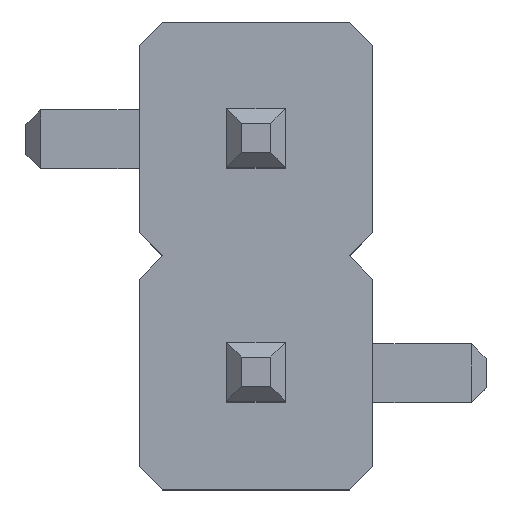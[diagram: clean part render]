
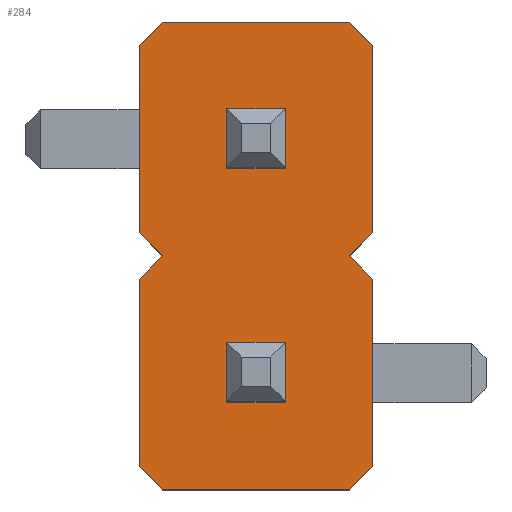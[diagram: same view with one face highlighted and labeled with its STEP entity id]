
A CAD part, top view. The second image highlights one B-rep face of the part: STEP entity #284.
In plain terms, the highlighted planar face has unit normal (0, 0, 1).
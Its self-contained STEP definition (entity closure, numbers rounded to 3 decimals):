
#24 = VERTEX_POINT('',#25);
#25 = CARTESIAN_POINT('',(-1.016,2.54,3.3));
#31 = EDGE_CURVE('',#24,#32,#34,.T.);
#32 = VERTEX_POINT('',#33);
#33 = CARTESIAN_POINT('',(-1.27,2.286,3.3));
#34 = LINE('',#35,#36);
#35 = CARTESIAN_POINT('',(-1.016,2.54,3.3));
#36 = VECTOR('',#37,1.);
#37 = DIRECTION('',(-0.707,-0.707,0.));
#64 = VERTEX_POINT('',#65);
#65 = CARTESIAN_POINT('',(1.016,2.54,3.3));
#71 = EDGE_CURVE('',#64,#24,#72,.T.);
#72 = LINE('',#73,#74);
#73 = CARTESIAN_POINT('',(1.016,2.54,3.3));
#74 = VECTOR('',#75,1.);
#75 = DIRECTION('',(-1.,0.,0.));
#93 = EDGE_CURVE('',#32,#94,#96,.T.);
#94 = VERTEX_POINT('',#95);
#95 = CARTESIAN_POINT('',(-1.27,0.254,3.3));
#96 = LINE('',#97,#98);
#97 = CARTESIAN_POINT('',(-1.27,2.286,3.3));
#98 = VECTOR('',#99,1.);
#99 = DIRECTION('',(0.,-1.,0.));
#284 = ADVANCED_FACE('',(#285,#376,#410),#444,.F.);
#285 = FACE_BOUND('',#286,.F.);
#286 = EDGE_LOOP('',(#287,#288,#289,#297,#305,#313,#321,#329,#337,#345,
#353,#361,#369,#375));
#287 = ORIENTED_EDGE('',*,*,#31,.F.);
#288 = ORIENTED_EDGE('',*,*,#71,.F.);
#289 = ORIENTED_EDGE('',*,*,#290,.F.);
#290 = EDGE_CURVE('',#291,#64,#293,.T.);
#291 = VERTEX_POINT('',#292);
#292 = CARTESIAN_POINT('',(1.27,2.286,3.3));
#293 = LINE('',#294,#295);
#294 = CARTESIAN_POINT('',(1.27,2.286,3.3));
#295 = VECTOR('',#296,1.);
#296 = DIRECTION('',(-0.707,0.707,0.));
#297 = ORIENTED_EDGE('',*,*,#298,.F.);
#298 = EDGE_CURVE('',#299,#291,#301,.T.);
#299 = VERTEX_POINT('',#300);
#300 = CARTESIAN_POINT('',(1.27,0.254,3.3));
#301 = LINE('',#302,#303);
#302 = CARTESIAN_POINT('',(1.27,0.254,3.3));
#303 = VECTOR('',#304,1.);
#304 = DIRECTION('',(0.,1.,0.));
#305 = ORIENTED_EDGE('',*,*,#306,.F.);
#306 = EDGE_CURVE('',#307,#299,#309,.T.);
#307 = VERTEX_POINT('',#308);
#308 = CARTESIAN_POINT('',(1.016,0.,3.3));
#309 = LINE('',#310,#311);
#310 = CARTESIAN_POINT('',(1.016,0.,3.3));
#311 = VECTOR('',#312,1.);
#312 = DIRECTION('',(0.707,0.707,0.));
#313 = ORIENTED_EDGE('',*,*,#314,.F.);
#314 = EDGE_CURVE('',#315,#307,#317,.T.);
#315 = VERTEX_POINT('',#316);
#316 = CARTESIAN_POINT('',(1.27,-0.254,3.3));
#317 = LINE('',#318,#319);
#318 = CARTESIAN_POINT('',(1.27,-0.254,3.3));
#319 = VECTOR('',#320,1.);
#320 = DIRECTION('',(-0.707,0.707,0.));
#321 = ORIENTED_EDGE('',*,*,#322,.F.);
#322 = EDGE_CURVE('',#323,#315,#325,.T.);
#323 = VERTEX_POINT('',#324);
#324 = CARTESIAN_POINT('',(1.27,-2.286,3.3));
#325 = LINE('',#326,#327);
#326 = CARTESIAN_POINT('',(1.27,-2.286,3.3));
#327 = VECTOR('',#328,1.);
#328 = DIRECTION('',(0.,1.,0.));
#329 = ORIENTED_EDGE('',*,*,#330,.F.);
#330 = EDGE_CURVE('',#331,#323,#333,.T.);
#331 = VERTEX_POINT('',#332);
#332 = CARTESIAN_POINT('',(1.016,-2.54,3.3));
#333 = LINE('',#334,#335);
#334 = CARTESIAN_POINT('',(1.016,-2.54,3.3));
#335 = VECTOR('',#336,1.);
#336 = DIRECTION('',(0.707,0.707,0.));
#337 = ORIENTED_EDGE('',*,*,#338,.F.);
#338 = EDGE_CURVE('',#339,#331,#341,.T.);
#339 = VERTEX_POINT('',#340);
#340 = CARTESIAN_POINT('',(-1.016,-2.54,3.3));
#341 = LINE('',#342,#343);
#342 = CARTESIAN_POINT('',(-1.016,-2.54,3.3));
#343 = VECTOR('',#344,1.);
#344 = DIRECTION('',(1.,0.,0.));
#345 = ORIENTED_EDGE('',*,*,#346,.F.);
#346 = EDGE_CURVE('',#347,#339,#349,.T.);
#347 = VERTEX_POINT('',#348);
#348 = CARTESIAN_POINT('',(-1.27,-2.286,3.3));
#349 = LINE('',#350,#351);
#350 = CARTESIAN_POINT('',(-1.27,-2.286,3.3));
#351 = VECTOR('',#352,1.);
#352 = DIRECTION('',(0.707,-0.707,0.));
#353 = ORIENTED_EDGE('',*,*,#354,.F.);
#354 = EDGE_CURVE('',#355,#347,#357,.T.);
#355 = VERTEX_POINT('',#356);
#356 = CARTESIAN_POINT('',(-1.27,-0.254,3.3));
#357 = LINE('',#358,#359);
#358 = CARTESIAN_POINT('',(-1.27,-0.254,3.3));
#359 = VECTOR('',#360,1.);
#360 = DIRECTION('',(0.,-1.,0.));
#361 = ORIENTED_EDGE('',*,*,#362,.F.);
#362 = EDGE_CURVE('',#363,#355,#365,.T.);
#363 = VERTEX_POINT('',#364);
#364 = CARTESIAN_POINT('',(-1.016,0.,3.3));
#365 = LINE('',#366,#367);
#366 = CARTESIAN_POINT('',(-1.016,0.,3.3));
#367 = VECTOR('',#368,1.);
#368 = DIRECTION('',(-0.707,-0.707,0.));
#369 = ORIENTED_EDGE('',*,*,#370,.F.);
#370 = EDGE_CURVE('',#94,#363,#371,.T.);
#371 = LINE('',#372,#373);
#372 = CARTESIAN_POINT('',(-1.27,0.254,3.3));
#373 = VECTOR('',#374,1.);
#374 = DIRECTION('',(0.707,-0.707,0.));
#375 = ORIENTED_EDGE('',*,*,#93,.F.);
#376 = FACE_BOUND('',#377,.F.);
#377 = EDGE_LOOP('',(#378,#388,#396,#404));
#378 = ORIENTED_EDGE('',*,*,#379,.F.);
#379 = EDGE_CURVE('',#380,#382,#384,.T.);
#380 = VERTEX_POINT('',#381);
#381 = CARTESIAN_POINT('',(0.32,-0.95,3.3));
#382 = VERTEX_POINT('',#383);
#383 = CARTESIAN_POINT('',(0.32,-1.59,3.3));
#384 = LINE('',#385,#386);
#385 = CARTESIAN_POINT('',(0.32,0.795,3.3));
#386 = VECTOR('',#387,1.);
#387 = DIRECTION('',(0.,-1.,0.));
#388 = ORIENTED_EDGE('',*,*,#389,.T.);
#389 = EDGE_CURVE('',#380,#390,#392,.T.);
#390 = VERTEX_POINT('',#391);
#391 = CARTESIAN_POINT('',(-0.32,-0.95,3.3));
#392 = LINE('',#393,#394);
#393 = CARTESIAN_POINT('',(-0.668,-0.95,3.3));
#394 = VECTOR('',#395,1.);
#395 = DIRECTION('',(-1.,-0.,-0.));
#396 = ORIENTED_EDGE('',*,*,#397,.F.);
#397 = EDGE_CURVE('',#398,#390,#400,.T.);
#398 = VERTEX_POINT('',#399);
#399 = CARTESIAN_POINT('',(-0.32,-1.59,3.3));
#400 = LINE('',#401,#402);
#401 = CARTESIAN_POINT('',(-0.32,0.795,3.3));
#402 = VECTOR('',#403,1.);
#403 = DIRECTION('',(0.,1.,0.));
#404 = ORIENTED_EDGE('',*,*,#405,.F.);
#405 = EDGE_CURVE('',#382,#398,#406,.T.);
#406 = LINE('',#407,#408);
#407 = CARTESIAN_POINT('',(-0.668,-1.59,3.3));
#408 = VECTOR('',#409,1.);
#409 = DIRECTION('',(-1.,-0.,-0.));
#410 = FACE_BOUND('',#411,.F.);
#411 = EDGE_LOOP('',(#412,#422,#430,#438));
#412 = ORIENTED_EDGE('',*,*,#413,.F.);
#413 = EDGE_CURVE('',#414,#416,#418,.T.);
#414 = VERTEX_POINT('',#415);
#415 = CARTESIAN_POINT('',(-0.32,1.59,3.3));
#416 = VERTEX_POINT('',#417);
#417 = CARTESIAN_POINT('',(0.32,1.59,3.3));
#418 = LINE('',#419,#420);
#419 = CARTESIAN_POINT('',(-0.348,1.59,3.3));
#420 = VECTOR('',#421,1.);
#421 = DIRECTION('',(1.,0.,0.));
#422 = ORIENTED_EDGE('',*,*,#423,.T.);
#423 = EDGE_CURVE('',#414,#424,#426,.T.);
#424 = VERTEX_POINT('',#425);
#425 = CARTESIAN_POINT('',(-0.32,0.95,3.3));
#426 = LINE('',#427,#428);
#427 = CARTESIAN_POINT('',(-0.32,2.065,3.3));
#428 = VECTOR('',#429,1.);
#429 = DIRECTION('',(0.,-1.,0.));
#430 = ORIENTED_EDGE('',*,*,#431,.T.);
#431 = EDGE_CURVE('',#424,#432,#434,.T.);
#432 = VERTEX_POINT('',#433);
#433 = CARTESIAN_POINT('',(0.32,0.95,3.3));
#434 = LINE('',#435,#436);
#435 = CARTESIAN_POINT('',(-0.348,0.95,3.3));
#436 = VECTOR('',#437,1.);
#437 = DIRECTION('',(1.,0.,0.));
#438 = ORIENTED_EDGE('',*,*,#439,.T.);
#439 = EDGE_CURVE('',#432,#416,#440,.T.);
#440 = LINE('',#441,#442);
#441 = CARTESIAN_POINT('',(0.32,2.065,3.3));
#442 = VECTOR('',#443,1.);
#443 = DIRECTION('',(0.,1.,0.));
#444 = PLANE('',#445);
#445 = AXIS2_PLACEMENT_3D('',#446,#447,#448);
#446 = CARTESIAN_POINT('',(-1.016,2.54,3.3));
#447 = DIRECTION('',(0.,0.,-1.));
#448 = DIRECTION('',(-1.,0.,0.));
